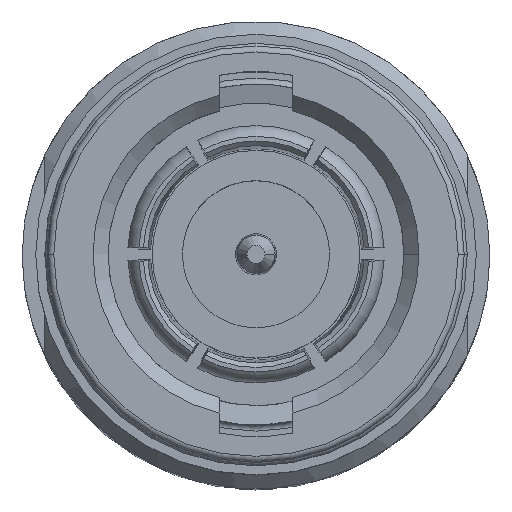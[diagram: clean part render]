
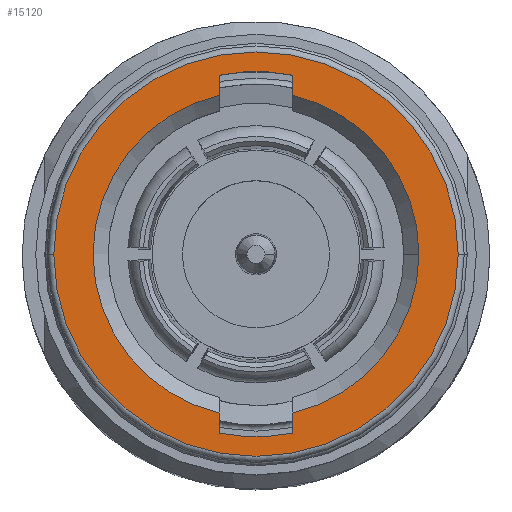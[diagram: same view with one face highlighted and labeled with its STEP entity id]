
A CAD part, top view. The second image highlights one B-rep face of the part: STEP entity #15120.
In plain terms, the highlighted planar face has unit normal (0, 0, 1).
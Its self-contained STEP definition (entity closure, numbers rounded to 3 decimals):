
#66 = CARTESIAN_POINT ( 'NONE',  ( 1.2, 5.93, 0.8 ) ) ;
#335 = DIRECTION ( 'NONE',  ( 1., 0., 0. ) ) ;
#391 = CARTESIAN_POINT ( 'NONE',  ( 0., 0., 0.8 ) ) ;
#695 = EDGE_CURVE ( 'NONE', #2586, #16748, #6709, .T. ) ;
#855 = EDGE_CURVE ( 'NONE', #4629, #15228, #16391, .T. ) ;
#1111 = EDGE_CURVE ( 'NONE', #4288, #5486, #16356, .T. ) ;
#1213 = EDGE_CURVE ( 'NONE', #5486, #4629, #14711, .T. ) ;
#1318 = VERTEX_POINT ( 'NONE', #5943 ) ;
#1437 = DIRECTION ( 'NONE',  ( -1., 0., 0. ) ) ;
#1454 = EDGE_CURVE ( 'NONE', #17013, #4288, #12128, .T. ) ;
#1512 = DIRECTION ( 'NONE',  ( 0., 0., 1. ) ) ;
#1626 = DIRECTION ( 'NONE',  ( -1., 0., 0. ) ) ;
#1656 = DIRECTION ( 'NONE',  ( 0., 0., 1. ) ) ;
#2242 = ORIENTED_EDGE ( 'NONE', *, *, #8994, .F. ) ;
#2456 = FACE_OUTER_BOUND ( 'NONE', #9215, .T. ) ;
#2586 = VERTEX_POINT ( 'NONE', #6227 ) ;
#3219 = AXIS2_PLACEMENT_3D ( 'NONE', #5387, #17120, #15878 ) ;
#3617 = CARTESIAN_POINT ( 'NONE',  ( -1.2, 5.93, 0.8 ) ) ;
#3682 = AXIS2_PLACEMENT_3D ( 'NONE', #4336, #14987, #14873 ) ;
#3906 = DIRECTION ( 'NONE',  ( 0., 1., 0. ) ) ;
#3990 = CARTESIAN_POINT ( 'NONE',  ( 1.2, -4.751, 0.8 ) ) ;
#4018 = CARTESIAN_POINT ( 'NONE',  ( 1.2, -5.265, 0.8 ) ) ;
#4153 = CARTESIAN_POINT ( 'NONE',  ( 0., 0., 0.8 ) ) ;
#4213 = VECTOR ( 'NONE', #10955, 1000. ) ;
#4248 = EDGE_CURVE ( 'NONE', #13729, #1318, #5003, .T. ) ;
#4288 = VERTEX_POINT ( 'NONE', #10544 ) ;
#4297 = EDGE_LOOP ( 'NONE', ( #8177, #12905, #6486, #9767, #9838, #2242, #8667, #12321, #14038 ) ) ;
#4336 = CARTESIAN_POINT ( 'NONE',  ( 0., 0., 0.8 ) ) ;
#4395 = CARTESIAN_POINT ( 'NONE',  ( -1.2, 5.265, 0.8 ) ) ;
#4525 = CARTESIAN_POINT ( 'NONE',  ( -1.2, -5.93, 0.8 ) ) ;
#4629 = VERTEX_POINT ( 'NONE', #3617 ) ;
#4930 = CIRCLE ( 'NONE', #3682, 6.05 ) ;
#5003 = CIRCLE ( 'NONE', #3219, 6.7 ) ;
#5387 = CARTESIAN_POINT ( 'NONE',  ( 0., 0., 0.8 ) ) ;
#5486 = VERTEX_POINT ( 'NONE', #66 ) ;
#5782 = CARTESIAN_POINT ( 'NONE',  ( -1.2, 4.751, 0.8 ) ) ;
#5790 = DIRECTION ( 'NONE',  ( -1., 0., 0. ) ) ;
#5804 = VERTEX_POINT ( 'NONE', #14286 ) ;
#5943 = CARTESIAN_POINT ( 'NONE',  ( 6.7, 0., 0.8 ) ) ;
#6140 = EDGE_CURVE ( 'NONE', #15228, #5804, #15757, .T. ) ;
#6227 = CARTESIAN_POINT ( 'NONE',  ( 1.2, -5.93, 0.8 ) ) ;
#6371 = AXIS2_PLACEMENT_3D ( 'NONE', #7681, #7578, #11549 ) ;
#6486 = ORIENTED_EDGE ( 'NONE', *, *, #1454, .F. ) ;
#6664 = DIRECTION ( 'NONE',  ( 0., 1., 0. ) ) ;
#6709 = LINE ( 'NONE', #3990, #12253 ) ;
#6942 = VECTOR ( 'NONE', #15908, 1000. ) ;
#6947 = CARTESIAN_POINT ( 'NONE',  ( 0., 0., 0.8 ) ) ;
#7227 = CARTESIAN_POINT ( 'NONE',  ( 0., 0., 0.8 ) ) ;
#7578 = DIRECTION ( 'NONE',  ( 0., 0., 1. ) ) ;
#7681 = CARTESIAN_POINT ( 'NONE',  ( 0., 0., 0.8 ) ) ;
#8015 = DIRECTION ( 'NONE',  ( 0., 0., -1. ) ) ;
#8177 = ORIENTED_EDGE ( 'NONE', *, *, #1213, .F. ) ;
#8524 = DIRECTION ( 'NONE',  ( 1., 0., 0. ) ) ;
#8667 = ORIENTED_EDGE ( 'NONE', *, *, #16864, .F. ) ;
#8989 = AXIS2_PLACEMENT_3D ( 'NONE', #391, #13641, #335 ) ;
#8994 = EDGE_CURVE ( 'NONE', #13170, #2586, #4930, .T. ) ;
#9215 = EDGE_LOOP ( 'NONE', ( #16106, #11021 ) ) ;
#9751 = CARTESIAN_POINT ( 'NONE',  ( 5.4, 0., 0.8 ) ) ;
#9767 = ORIENTED_EDGE ( 'NONE', *, *, #10495, .F. ) ;
#9838 = ORIENTED_EDGE ( 'NONE', *, *, #695, .F. ) ;
#10495 = EDGE_CURVE ( 'NONE', #16748, #17013, #14420, .T. ) ;
#10544 = CARTESIAN_POINT ( 'NONE',  ( 1.2, 5.265, 0.8 ) ) ;
#10955 = DIRECTION ( 'NONE',  ( 0., -1., 0. ) ) ;
#11021 = ORIENTED_EDGE ( 'NONE', *, *, #11805, .T. ) ;
#11549 = DIRECTION ( 'NONE',  ( 1., 0., 0. ) ) ;
#11805 = EDGE_CURVE ( 'NONE', #1318, #13729, #14291, .T. ) ;
#12128 = CIRCLE ( 'NONE', #6371, 5.4 ) ;
#12253 = VECTOR ( 'NONE', #6664, 1000. ) ;
#12321 = ORIENTED_EDGE ( 'NONE', *, *, #6140, .F. ) ;
#12905 = ORIENTED_EDGE ( 'NONE', *, *, #1111, .F. ) ;
#13051 = VECTOR ( 'NONE', #3906, 1000. ) ;
#13170 = VERTEX_POINT ( 'NONE', #4525 ) ;
#13286 = PLANE ( 'NONE',  #14881 ) ;
#13437 = CARTESIAN_POINT ( 'NONE',  ( -6.7, 0., 0.8 ) ) ;
#13641 = DIRECTION ( 'NONE',  ( 0., 0., 1. ) ) ;
#13729 = VERTEX_POINT ( 'NONE', #13437 ) ;
#14038 = ORIENTED_EDGE ( 'NONE', *, *, #855, .F. ) ;
#14286 = CARTESIAN_POINT ( 'NONE',  ( -1.2, -5.265, 0.8 ) ) ;
#14291 = CIRCLE ( 'NONE', #15647, 6.7 ) ;
#14411 = CARTESIAN_POINT ( 'NONE',  ( 1.2, 4.751, 0.8 ) ) ;
#14420 = CIRCLE ( 'NONE', #16100, 5.4 ) ;
#14620 = CARTESIAN_POINT ( 'NONE',  ( 0., 0., 0.8 ) ) ;
#14711 = CIRCLE ( 'NONE', #17103, 6.05 ) ;
#14873 = DIRECTION ( 'NONE',  ( 1., 0., 0. ) ) ;
#14881 = AXIS2_PLACEMENT_3D ( 'NONE', #14620, #8015, #1437 ) ;
#14987 = DIRECTION ( 'NONE',  ( 0., 0., 1. ) ) ;
#15120 = ADVANCED_FACE ( 'NONE', ( #2456, #16118 ), #13286, .F. ) ;
#15228 = VERTEX_POINT ( 'NONE', #4395 ) ;
#15647 = AXIS2_PLACEMENT_3D ( 'NONE', #6947, #1656, #5790 ) ;
#15757 = CIRCLE ( 'NONE', #8989, 5.4 ) ;
#15773 = CARTESIAN_POINT ( 'NONE',  ( -1.2, -4.751, 0.8 ) ) ;
#15878 = DIRECTION ( 'NONE',  ( -1., 0., 0. ) ) ;
#15908 = DIRECTION ( 'NONE',  ( 0., -1., 0. ) ) ;
#16100 = AXIS2_PLACEMENT_3D ( 'NONE', #7227, #16468, #8524 ) ;
#16106 = ORIENTED_EDGE ( 'NONE', *, *, #4248, .T. ) ;
#16118 = FACE_BOUND ( 'NONE', #4297, .T. ) ;
#16356 = LINE ( 'NONE', #14411, #13051 ) ;
#16391 = LINE ( 'NONE', #5782, #4213 ) ;
#16468 = DIRECTION ( 'NONE',  ( 0., 0., 1. ) ) ;
#16748 = VERTEX_POINT ( 'NONE', #4018 ) ;
#16864 = EDGE_CURVE ( 'NONE', #5804, #13170, #17064, .T. ) ;
#17013 = VERTEX_POINT ( 'NONE', #9751 ) ;
#17064 = LINE ( 'NONE', #15773, #6942 ) ;
#17103 = AXIS2_PLACEMENT_3D ( 'NONE', #4153, #1512, #1626 ) ;
#17120 = DIRECTION ( 'NONE',  ( 0., 0., 1. ) ) ;
